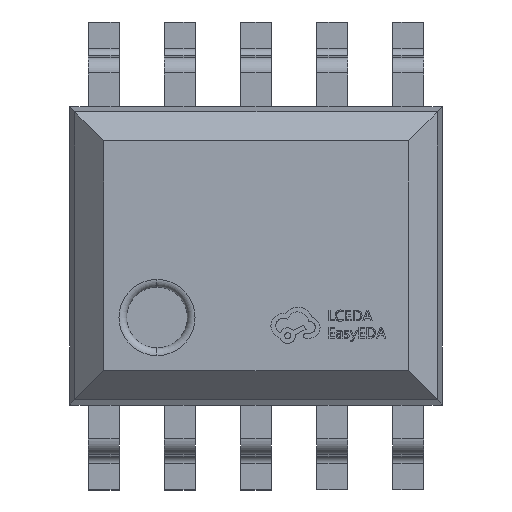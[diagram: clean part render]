
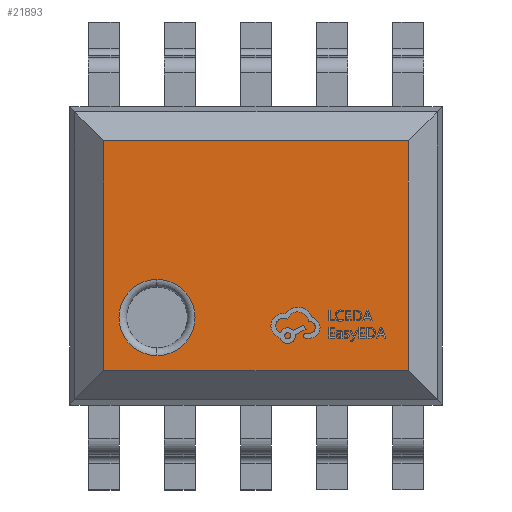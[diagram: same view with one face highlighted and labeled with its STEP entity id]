
A CAD part, top view. The second image highlights one B-rep face of the part: STEP entity #21893.
In plain terms, the highlighted planar face has unit normal (0, 0, 1).
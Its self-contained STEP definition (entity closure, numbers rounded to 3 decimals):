
#327 = CARTESIAN_POINT ( 'NONE',  ( 2.301, -1.511, 1.45 ) ) ;
#370 = VERTEX_POINT ( 'NONE', #10334 ) ;
#805 = PLANE ( 'NONE',  #3520 ) ;
#1574 = LINE ( 'NONE', #6528, #10820 ) ;
#1581 = ORIENTED_EDGE ( 'NONE', *, *, #9466, .T. ) ;
#2083 = VECTOR ( 'NONE', #14156, 1000. ) ;
#2213 = FACE_BOUND ( 'NONE', #13472, .T. ) ;
#3437 = EDGE_CURVE ( 'NONE', #18922, #20353, #8661, .T. ) ;
#3520 = AXIS2_PLACEMENT_3D ( 'NONE', #7484, #5852, #14312 ) ;
#4560 = DIRECTION ( 'NONE',  ( -1., 0., 0. ) ) ;
#4730 = CARTESIAN_POINT ( 'NONE',  ( 2.001, 0., 1.45 ) ) ;
#4970 = EDGE_CURVE ( 'NONE', #370, #21601, #12994, .T. ) ;
#5749 = CARTESIAN_POINT ( 'NONE',  ( -1.301, -1.311, 1.45 ) ) ;
#5852 = DIRECTION ( 'NONE',  ( 0., 0., -1. ) ) ;
#5956 = ORIENTED_EDGE ( 'NONE', *, *, #4970, .T. ) ;
#6173 = ORIENTED_EDGE ( 'NONE', *, *, #15565, .T. ) ;
#6528 = CARTESIAN_POINT ( 'NONE',  ( -2.001, -1.811, 1.45 ) ) ;
#7027 = CIRCLE ( 'NONE', #20187, 0.5 ) ;
#7295 = AXIS2_PLACEMENT_3D ( 'NONE', #11422, #13724, #8673 ) ;
#7484 = CARTESIAN_POINT ( 'NONE',  ( 0., 0., 1.45 ) ) ;
#7856 = CARTESIAN_POINT ( 'NONE',  ( 2.001, -1.511, 1.45 ) ) ;
#8661 = LINE ( 'NONE', #327, #2083 ) ;
#8673 = DIRECTION ( 'NONE',  ( 0., 1., 0. ) ) ;
#8926 = FACE_OUTER_BOUND ( 'NONE', #12824, .T. ) ;
#9039 = CARTESIAN_POINT ( 'NONE',  ( -1.301, -0.811, 1.45 ) ) ;
#9466 = EDGE_CURVE ( 'NONE', #13290, #15300, #11596, .T. ) ;
#9543 = ORIENTED_EDGE ( 'NONE', *, *, #3437, .T. ) ;
#10060 = CARTESIAN_POINT ( 'NONE',  ( -2.001, -1.511, 1.45 ) ) ;
#10334 = CARTESIAN_POINT ( 'NONE',  ( 2.001, 1.511, 1.45 ) ) ;
#10820 = VECTOR ( 'NONE', #13336, 1000. ) ;
#11265 = CARTESIAN_POINT ( 'NONE',  ( -2.001, 1.511, 1.45 ) ) ;
#11422 = CARTESIAN_POINT ( 'NONE',  ( -1.301, -0.811, 1.45 ) ) ;
#11596 = CIRCLE ( 'NONE', #7295, 0.5 ) ;
#12540 = DIRECTION ( 'NONE',  ( 0., 0., -1. ) ) ;
#12824 = EDGE_LOOP ( 'NONE', ( #9543, #6173, #5956, #15704 ) ) ;
#12994 = LINE ( 'NONE', #20971, #18831 ) ;
#13283 = DIRECTION ( 'NONE',  ( 0., 1., 0. ) ) ;
#13290 = VERTEX_POINT ( 'NONE', #5749 ) ;
#13336 = DIRECTION ( 'NONE',  ( 0., -1., 0. ) ) ;
#13472 = EDGE_LOOP ( 'NONE', ( #13711, #1581 ) ) ;
#13711 = ORIENTED_EDGE ( 'NONE', *, *, #21226, .T. ) ;
#13724 = DIRECTION ( 'NONE',  ( 0., 0., -1. ) ) ;
#14156 = DIRECTION ( 'NONE',  ( 1., 0., 0. ) ) ;
#14312 = DIRECTION ( 'NONE',  ( 0., 1., 0. ) ) ;
#14733 = LINE ( 'NONE', #4730, #19337 ) ;
#15300 = VERTEX_POINT ( 'NONE', #20388 ) ;
#15565 = EDGE_CURVE ( 'NONE', #20353, #370, #14733, .T. ) ;
#15704 = ORIENTED_EDGE ( 'NONE', *, *, #19577, .T. ) ;
#18831 = VECTOR ( 'NONE', #4560, 1000. ) ;
#18922 = VERTEX_POINT ( 'NONE', #10060 ) ;
#19303 = DIRECTION ( 'NONE',  ( 0., 1., 0. ) ) ;
#19337 = VECTOR ( 'NONE', #13283, 1000. ) ;
#19577 = EDGE_CURVE ( 'NONE', #21601, #18922, #1574, .T. ) ;
#20187 = AXIS2_PLACEMENT_3D ( 'NONE', #9039, #12540, #19303 ) ;
#20353 = VERTEX_POINT ( 'NONE', #7856 ) ;
#20388 = CARTESIAN_POINT ( 'NONE',  ( -1.301, -0.311, 1.45 ) ) ;
#20971 = CARTESIAN_POINT ( 'NONE',  ( 0., 1.511, 1.45 ) ) ;
#21226 = EDGE_CURVE ( 'NONE', #15300, #13290, #7027, .T. ) ;
#21601 = VERTEX_POINT ( 'NONE', #11265 ) ;
#21893 = ADVANCED_FACE ( 'NONE', ( #2213, #8926 ), #805, .F. ) ;
